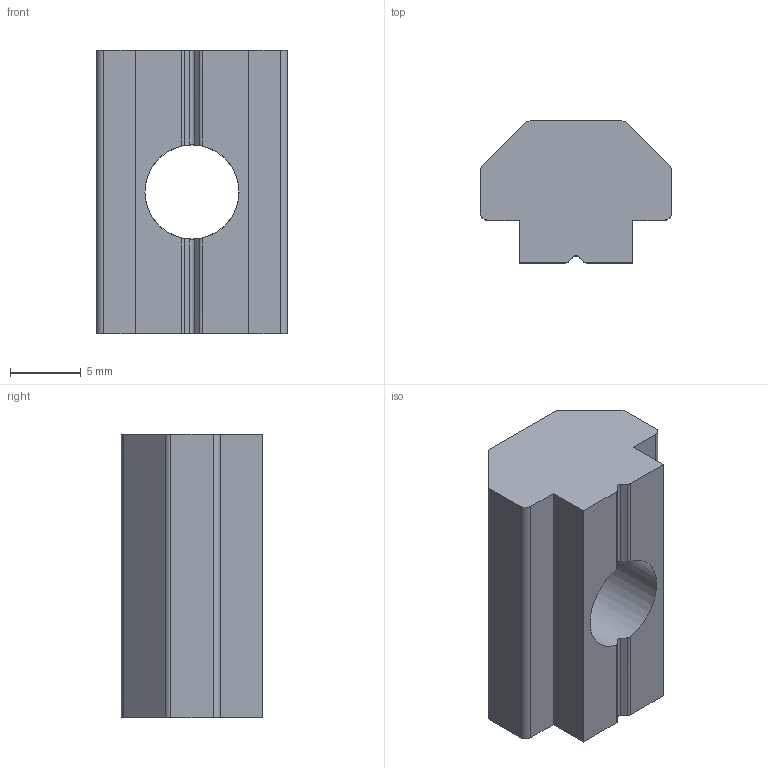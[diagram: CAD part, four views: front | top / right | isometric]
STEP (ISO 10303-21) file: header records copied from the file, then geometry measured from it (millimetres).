
FILE_DESCRIPTION(/* description */ ('CURSORE M8 13.5x20 CAVA8 '),/* implementation_level */ '2;1');
FILE_NAME(/* name */ 'DDDCU0000099.stp',/* time_stamp */ '2019-10-28T18:36:49+01:00',/* author */ ('fzagni'),/* organization */ (''),/* preprocessor_version */ 'ST-DEVELOPER v17.2',/* originating_system */ 'Autodesk Inventor 2019',/* authorisation */ '');
FILE_SCHEMA (('AUTOMOTIVE_DESIGN { 1 0 10303 214 3 1 1 }'));
Length unit declared in the file: millimetre
Products named in the file (1): DDDCU0000099
Bounding box: 13.5 x 10 x 20 mm (x, y, z)
Volume: 1798.8 mm3; surface area: 1210.6 mm2
Topology: 1 solids, 1 shells, 31 faces, 93 edges, 62 vertices
Faces by surface type: plane 18, cylinder 13
Full cylindrical faces by diameter (mm): 6.647 x1
Entity records: 1138 total; most frequent: CARTESIAN_POINT 244, ORIENTED_EDGE 186, DIRECTION 175, EDGE_CURVE 93, VERTEX_POINT 62, AXIS2_PLACEMENT_3D 59, LINE 57, VECTOR 57
